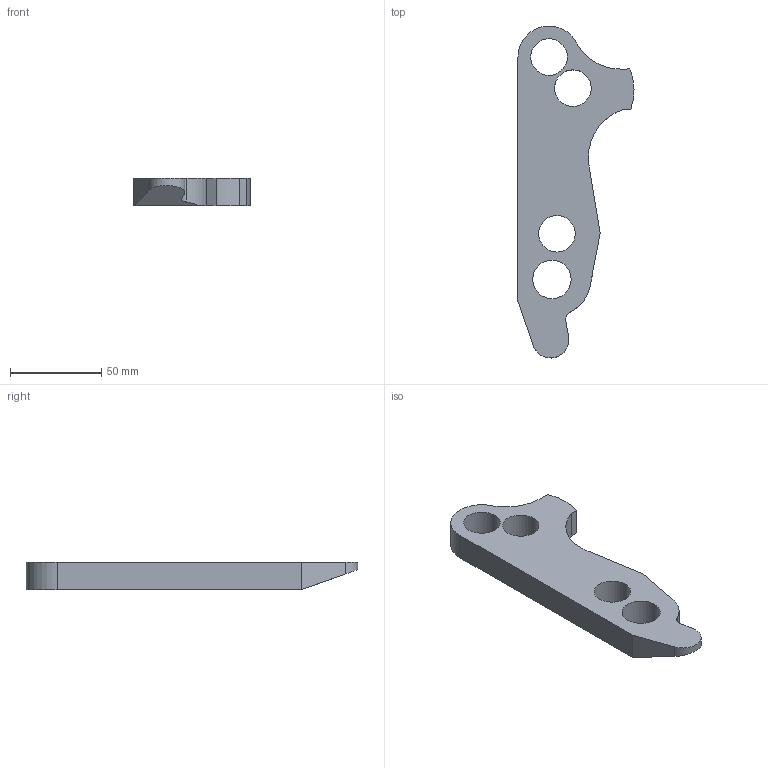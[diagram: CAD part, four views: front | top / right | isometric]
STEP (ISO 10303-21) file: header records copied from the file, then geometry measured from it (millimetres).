
FILE_DESCRIPTION (( 'STEP AP203' ), '1' );
FILE_NAME ('Platine Adaptateur MGS M3 E30 2.0.STEP', '2024-02-23T19:58:17', ( '' ), ( '' ), 'SwSTEP 2.0', 'SolidWorks 2023', '' );
FILE_SCHEMA (( 'CONFIG_CONTROL_DESIGN' ));
Length unit declared in the file: millimetre
Products named in the file (1): Platine Adaptateur MGS M3 E30 2.0
Bounding box: 63.45 x 181.55 x 15 mm (x, y, z)
Volume: 85801.4 mm3; surface area: 21766.7 mm2
Topology: 1 solids, 1 shells, 28 faces, 77 edges, 51 vertices
Faces by surface type: cylinder 17, plane 10, bspline 1
Entity records: 999 total; most frequent: CARTESIAN_POINT 178, DIRECTION 158, ORIENTED_EDGE 154, EDGE_CURVE 77, AXIS2_PLACEMENT_3D 59, VERTEX_POINT 51, VECTOR 40, LINE 40
